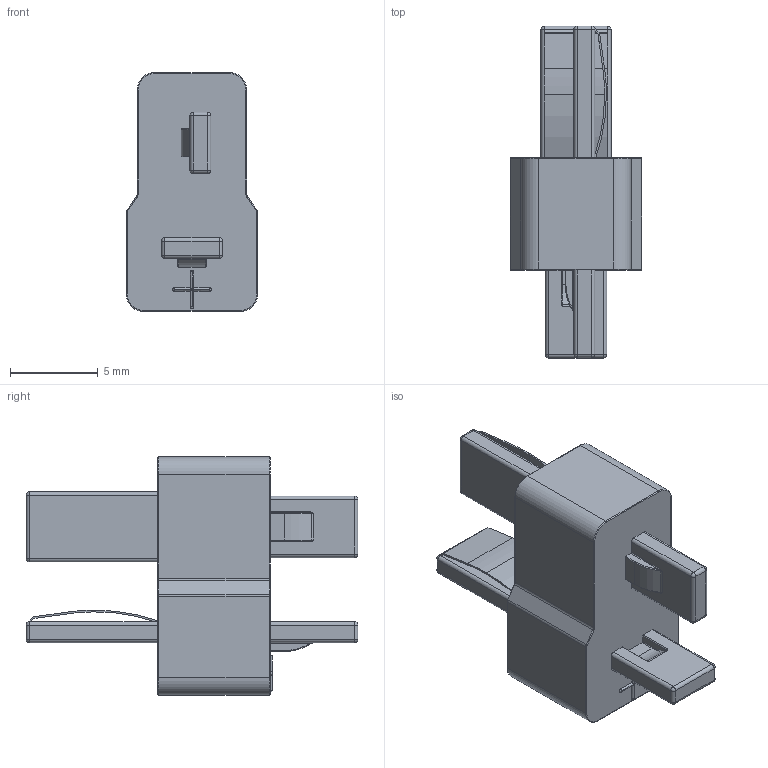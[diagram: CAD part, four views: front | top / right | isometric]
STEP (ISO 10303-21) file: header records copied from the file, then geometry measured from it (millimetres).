
FILE_DESCRIPTION (( 'STEP AP214' ), '1' );
FILE_NAME ('Deans-Male.STEP', '2017-01-09T18:33:32', ( '' ), ( '' ), 'SwSTEP 2.0', 'SolidWorks 2016', '' );
FILE_SCHEMA (( 'AUTOMOTIVE_DESIGN' ));
Length unit declared in the file: millimetre
Products named in the file (1): Deans-Male
Bounding box: 7.5 x 18.9 x 13.6 mm (x, y, z)
Volume: 706.3 mm3; surface area: 788.6 mm2
Topology: 1 solids, 1 shells, 235 faces, 575 edges, 315 vertices
Faces by surface type: cylinder 103, plane 64, torus 32, sphere 20, bspline 16
Entity records: 8569 total; most frequent: CARTESIAN_POINT 1418, DIRECTION 1189, ORIENTED_EDGE 1094, EDGE_CURVE 547, AXIS2_PLACEMENT_3D 458, VERTEX_POINT 315, VECTOR 273, LINE 273
